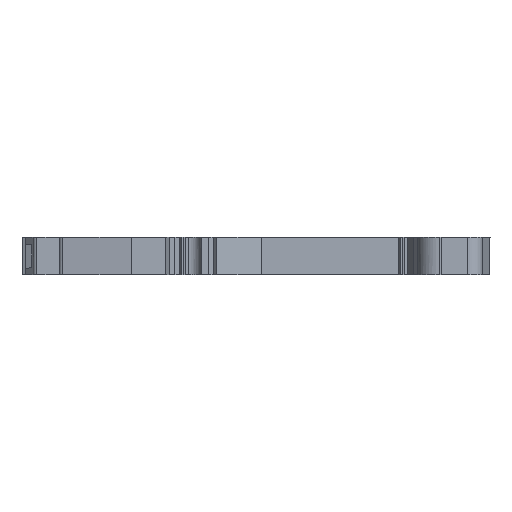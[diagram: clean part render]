
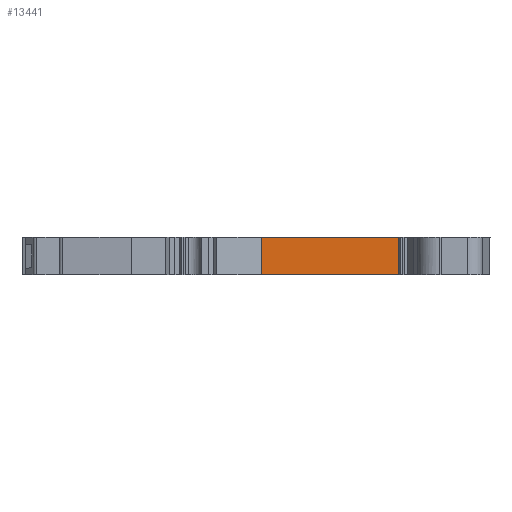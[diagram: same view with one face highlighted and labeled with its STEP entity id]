
A CAD part, front view. The second image highlights one B-rep face of the part: STEP entity #13441.
In plain terms, the highlighted planar face has unit normal (0, -1, 0).
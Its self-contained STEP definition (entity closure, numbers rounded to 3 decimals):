
#227 = ORIENTED_EDGE ( 'NONE', *, *, #15566, .T. ) ;
#1434 = CARTESIAN_POINT ( 'NONE',  ( -10., 0., 0. ) ) ;
#1762 = B_SPLINE_CURVE_WITH_KNOTS ( 'NONE', 3,
 ( #1884, #2513, #5606, #16988 ),
 .UNSPECIFIED., .F., .F.,
 ( 4, 4 ),
 ( 0., 1. ),
 .UNSPECIFIED. ) ;
#1884 = CARTESIAN_POINT ( 'NONE',  ( 8.35, 0., 5. ) ) ;
#2127 = VERTEX_POINT ( 'NONE', #1434 ) ;
#2513 = CARTESIAN_POINT ( 'NONE',  ( 2.233, 0., 5. ) ) ;
#2683 = LINE ( 'NONE', #10050, #10145 ) ;
#2736 = EDGE_CURVE ( 'NONE', #3127, #2127, #2683, .T. ) ;
#3127 = VERTEX_POINT ( 'NONE', #5446 ) ;
#3258 = VECTOR ( 'NONE', #7167, 1000. ) ;
#4189 = EDGE_CURVE ( 'NONE', #4846, #3127, #1762, .T. ) ;
#4469 = EDGE_LOOP ( 'NONE', ( #11789, #15094, #227, #11008 ) ) ;
#4846 = VERTEX_POINT ( 'NONE', #5340 ) ;
#5340 = CARTESIAN_POINT ( 'NONE',  ( 8.35, 0., 5. ) ) ;
#5446 = CARTESIAN_POINT ( 'NONE',  ( -10., 0., 5. ) ) ;
#5606 = CARTESIAN_POINT ( 'NONE',  ( -3.883, 0., 5. ) ) ;
#6129 = LINE ( 'NONE', #7576, #17162 ) ;
#7167 = DIRECTION ( 'NONE',  ( 1., 0., 0. ) ) ;
#7510 = DIRECTION ( 'NONE',  ( 0., 0., 1. ) ) ;
#7567 = CARTESIAN_POINT ( 'NONE',  ( -10., 0., 0. ) ) ;
#7576 = CARTESIAN_POINT ( 'NONE',  ( 8.35, 0., 5. ) ) ;
#8059 = AXIS2_PLACEMENT_3D ( 'NONE', #18067, #18057, #18039 ) ;
#8199 = VERTEX_POINT ( 'NONE', #13628 ) ;
#10022 = EDGE_CURVE ( 'NONE', #8199, #4846, #6129, .T. ) ;
#10050 = CARTESIAN_POINT ( 'NONE',  ( -10., 0., 5. ) ) ;
#10145 = VECTOR ( 'NONE', #10368, 1000. ) ;
#10368 = DIRECTION ( 'NONE',  ( 0., 0., -1. ) ) ;
#11008 = ORIENTED_EDGE ( 'NONE', *, *, #10022, .T. ) ;
#11576 = FACE_OUTER_BOUND ( 'NONE', #4469, .T. ) ;
#11789 = ORIENTED_EDGE ( 'NONE', *, *, #4189, .T. ) ;
#13441 = ADVANCED_FACE ( 'NONE', ( #11576 ), #15691, .T. ) ;
#13628 = CARTESIAN_POINT ( 'NONE',  ( 8.35, 0., 0. ) ) ;
#14392 = LINE ( 'NONE', #7567, #3258 ) ;
#15094 = ORIENTED_EDGE ( 'NONE', *, *, #2736, .T. ) ;
#15566 = EDGE_CURVE ( 'NONE', #2127, #8199, #14392, .T. ) ;
#15691 = PLANE ( 'NONE',  #8059 ) ;
#16988 = CARTESIAN_POINT ( 'NONE',  ( -10., 0., 5. ) ) ;
#17162 = VECTOR ( 'NONE', #7510, 1000. ) ;
#18039 = DIRECTION ( 'NONE',  ( 1., 0., 0. ) ) ;
#18057 = DIRECTION ( 'NONE',  ( 0., -1., 0. ) ) ;
#18067 = CARTESIAN_POINT ( 'NONE',  ( -10., 0., 5. ) ) ;
